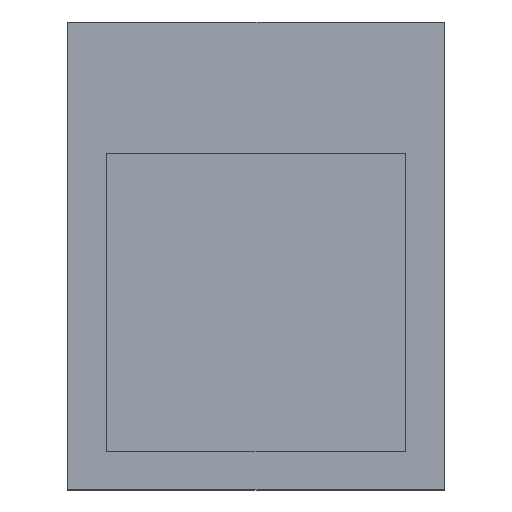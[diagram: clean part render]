
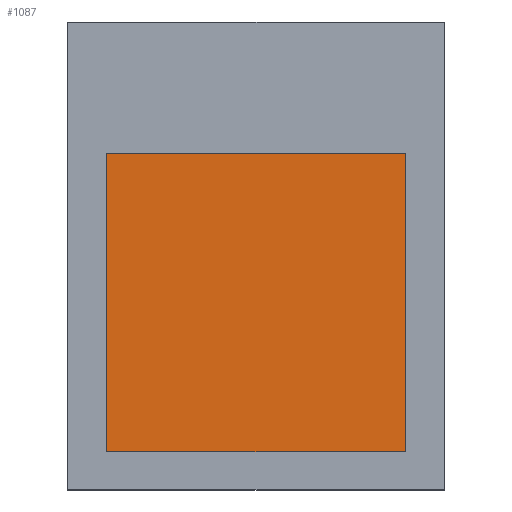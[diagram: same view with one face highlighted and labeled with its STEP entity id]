
A CAD part, top view. The second image highlights one B-rep face of the part: STEP entity #1087.
In plain terms, the highlighted planar face has unit normal (0, 0, 1).
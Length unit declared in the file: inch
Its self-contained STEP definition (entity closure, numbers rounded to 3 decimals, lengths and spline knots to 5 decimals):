
#4 = CARTESIAN_POINT ( 'NONE',  ( -0.02264, 0.01555, 0. ) ) ;
#25 = EDGE_CURVE ( 'NONE', #1081, #463, #262, .T. ) ;
#38 = DIRECTION ( 'NONE',  ( 0., 0., 1. ) ) ;
#45 = LINE ( 'NONE', #697, #437 ) ;
#56 = CARTESIAN_POINT ( 'NONE',  ( -0.02264, -0.02972, 0. ) ) ;
#58 = VECTOR ( 'NONE', #219, 39.37008 ) ;
#75 = ORIENTED_EDGE ( 'NONE', *, *, #737, .T. ) ;
#194 = CARTESIAN_POINT ( 'NONE',  ( -0.02264, -0.02972, 0. ) ) ;
#219 = DIRECTION ( 'NONE',  ( 0., -1., 0. ) ) ;
#251 = DIRECTION ( 'NONE',  ( -1., 0., 0. ) ) ;
#262 = LINE ( 'NONE', #712, #469 ) ;
#267 = DIRECTION ( 'NONE',  ( 1., 0., 0. ) ) ;
#437 = VECTOR ( 'NONE', #251, 39.37008 ) ;
#463 = VERTEX_POINT ( 'NONE', #653 ) ;
#469 = VECTOR ( 'NONE', #1165, 39.37008 ) ;
#530 = VECTOR ( 'NONE', #267, 39.37008 ) ;
#635 = LINE ( 'NONE', #881, #58 ) ;
#653 = CARTESIAN_POINT ( 'NONE',  ( 0.02264, 0.01555, 0. ) ) ;
#657 = EDGE_CURVE ( 'NONE', #1348, #1081, #940, .T. ) ;
#697 = CARTESIAN_POINT ( 'NONE',  ( -0.02264, 0.01555, 0. ) ) ;
#704 = AXIS2_PLACEMENT_3D ( 'NONE', #1240, #38, #787 ) ;
#712 = CARTESIAN_POINT ( 'NONE',  ( 0.02264, 0.01555, 0. ) ) ;
#737 = EDGE_CURVE ( 'NONE', #463, #904, #45, .T. ) ;
#781 = PLANE ( 'NONE',  #704 ) ;
#787 = DIRECTION ( 'NONE',  ( 1., 0., 0. ) ) ;
#879 = ORIENTED_EDGE ( 'NONE', *, *, #949, .T. ) ;
#881 = CARTESIAN_POINT ( 'NONE',  ( -0.02264, 0.01555, 0. ) ) ;
#904 = VERTEX_POINT ( 'NONE', #4 ) ;
#940 = LINE ( 'NONE', #56, #530 ) ;
#949 = EDGE_CURVE ( 'NONE', #904, #1348, #635, .T. ) ;
#1081 = VERTEX_POINT ( 'NONE', #1252 ) ;
#1087 = ADVANCED_FACE ( 'NONE', ( #1288 ), #781, .T. ) ;
#1128 = ORIENTED_EDGE ( 'NONE', *, *, #657, .T. ) ;
#1165 = DIRECTION ( 'NONE',  ( 0., 1., 0. ) ) ;
#1199 = ORIENTED_EDGE ( 'NONE', *, *, #25, .T. ) ;
#1240 = CARTESIAN_POINT ( 'NONE',  ( 0., 0., 0. ) ) ;
#1252 = CARTESIAN_POINT ( 'NONE',  ( 0.02264, -0.02972, 0. ) ) ;
#1288 = FACE_OUTER_BOUND ( 'NONE', #1361, .T. ) ;
#1348 = VERTEX_POINT ( 'NONE', #194 ) ;
#1361 = EDGE_LOOP ( 'NONE', ( #879, #1128, #1199, #75 ) ) ;
